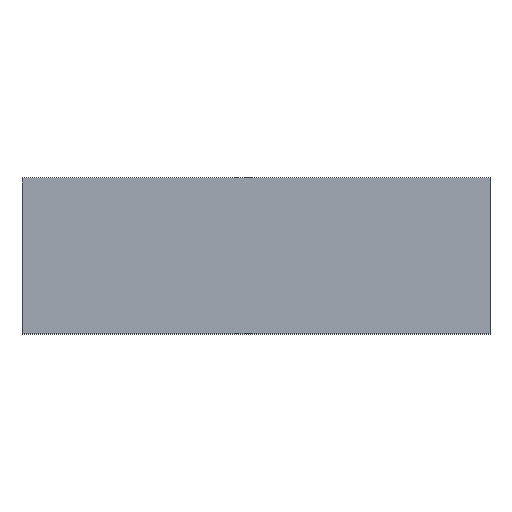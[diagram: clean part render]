
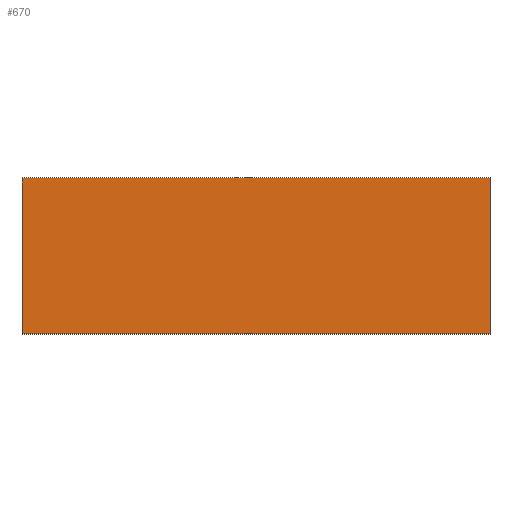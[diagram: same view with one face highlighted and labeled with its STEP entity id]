
A CAD part, top view. The second image highlights one B-rep face of the part: STEP entity #670.
In plain terms, the highlighted planar face has unit normal (0, 0, 1).
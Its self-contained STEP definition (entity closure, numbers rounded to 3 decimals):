
#221=DIRECTION('',(0.,-1.,0.));
#222=VECTOR('',#221,3.);
#223=CARTESIAN_POINT('',(-4.5,1.5,0.31));
#224=LINE('',#223,#222);
#225=DIRECTION('',(-1.,0.,0.));
#226=VECTOR('',#225,9.);
#227=CARTESIAN_POINT('',(4.5,1.5,0.31));
#228=LINE('',#227,#226);
#229=DIRECTION('',(0.,1.,0.));
#230=VECTOR('',#229,3.);
#231=CARTESIAN_POINT('',(4.5,-1.5,0.31));
#232=LINE('',#231,#230);
#233=DIRECTION('',(1.,0.,0.));
#234=VECTOR('',#233,9.);
#235=CARTESIAN_POINT('',(-4.5,-1.5,0.31));
#236=LINE('',#235,#234);
#297=CARTESIAN_POINT('',(-4.5,1.5,0.31));
#298=CARTESIAN_POINT('',(-4.5,-1.5,0.31));
#299=VERTEX_POINT('',#297);
#300=VERTEX_POINT('',#298);
#301=CARTESIAN_POINT('',(4.5,-1.5,0.31));
#302=VERTEX_POINT('',#301);
#303=CARTESIAN_POINT('',(4.5,1.5,0.31));
#304=VERTEX_POINT('',#303);
#658=CARTESIAN_POINT('',(0.,0.,0.31));
#659=DIRECTION('',(0.,0.,1.));
#660=DIRECTION('',(1.,0.,0.));
#661=AXIS2_PLACEMENT_3D('',#658,#659,#660);
#662=PLANE('',#661);
#663=ORIENTED_EDGE('',*,*,#626,.F.);
#664=ORIENTED_EDGE('',*,*,#652,.F.);
#665=ORIENTED_EDGE('',*,*,#494,.F.);
#667=ORIENTED_EDGE('',*,*,#666,.F.);
#668=EDGE_LOOP('',(#663,#664,#665,#667));
#669=FACE_OUTER_BOUND('',#668,.F.);
#670=ADVANCED_FACE('',(#669),#662,.T.);
#494=EDGE_CURVE('',#302,#304,#232,.T.);
#626=EDGE_CURVE('',#299,#300,#224,.T.);
#652=EDGE_CURVE('',#304,#299,#228,.T.);
#666=EDGE_CURVE('',#300,#302,#236,.T.);
